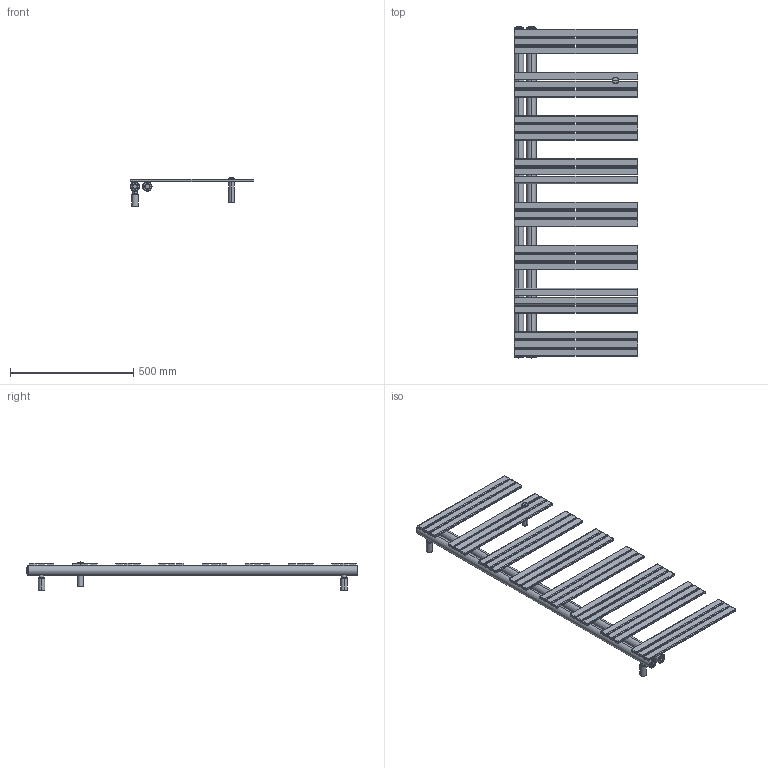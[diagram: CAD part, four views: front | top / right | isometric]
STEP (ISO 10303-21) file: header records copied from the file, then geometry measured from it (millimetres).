
FILE_DESCRIPTION((''),'2;1');
FILE_NAME('3551730130102_3D_SITO_ASM','2022-11-02T15:49:12',('PC132'),(''),'CREO PARAMETRIC BY PTC INC, 2022124','CREO PARAMETRIC BY PTC INC, 2022124','');
FILE_SCHEMA(('AUTOMOTIVE_DESIGN { 1 0 10303 214 1 1 1 1 }'));
Length unit declared in the file: millimetre
Products named in the file (4): 3551730130102_3D_SITO; 1041001240010; BOTT_GIUNTO_KELLY_RAD50X10; 3551730130102_3D_SITO_ASM
Assembly tree (4 placements, depth 2):
  3551730130102_3D_SITO_ASM
    3551730130102_3D_SITO
    1041001240010  x2
    BOTT_GIUNTO_KELLY_RAD50X10
Bounding box: 500 x 1344.6 x 115.5 mm (x, y, z)
Volume: 6671118.7 mm3; surface area: 1273856.9 mm2
Topology: 30 solids, 31 shells, 826 faces, 1800 edges, 1042 vertices
Faces by surface type: cylinder 348, plane 226, bspline 198, torus 34, cone 14, sphere 6
Entity records: 32846 total; most frequent: CARTESIAN_POINT 7324, DIRECTION 3987, ORIENTED_EDGE 3338, PRESENTATION_STYLE_ASSIGNMENT 1818, STYLED_ITEM 1814, CURVE_STYLE 1785, EDGE_CURVE 1671, AXIS2_PLACEMENT_3D 1586
